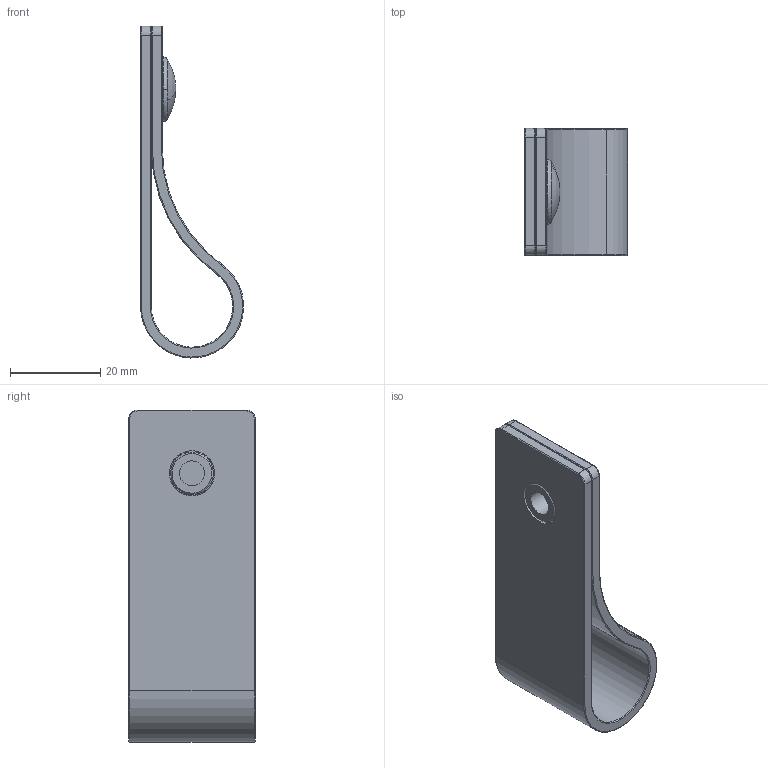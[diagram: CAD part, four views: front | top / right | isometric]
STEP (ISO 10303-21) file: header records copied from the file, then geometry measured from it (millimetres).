
FILE_DESCRIPTION(('Creo Elements/Direct Modeling STEP Export'),'2;1');
FILE_NAME('LE017-74.stp','2023-10-17T11:05:33',(''),(''),'Creo Elements/Direct Modeling STEP processor for AP214 (Solid Model)','Creo Elements/Direct Modeling 20.0 12-Nov-2016 (C) Parametric Technology GmbH','');
FILE_SCHEMA(('AUTOMOTIVE_DESIGN { 1 0 10303 214 1 1 1 1 }'));
Length unit declared in the file: millimetre
Products named in the file (3): 2; 1; 8324-74 D12.step
Assembly tree (2 placements, depth 2):
  8324-74 D12.step
    1
    2
Bounding box: 22.77 x 28 x 73.4 mm (x, y, z)
Volume: 11021.5 mm3; surface area: 10329.2 mm2
Topology: 2 solids, 2 shells, 79 faces, 195 edges, 120 vertices
Faces by surface type: cylinder 36, torus 18, plane 11, bspline 8, cone 4, sphere 2
Entity records: 4653 total; most frequent: CARTESIAN_POINT 2843, ORIENTED_EDGE 386, DIRECTION 344, EDGE_CURVE 193, AXIS2_PLACEMENT_3D 139, VERTEX_POINT 120, EDGE_LOOP 85, FACE_OUTER_BOUND 79
